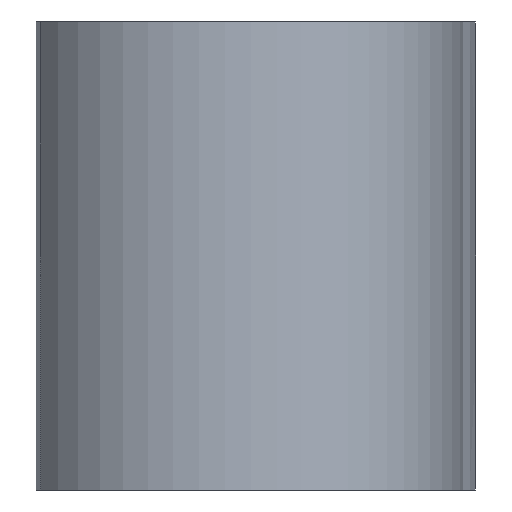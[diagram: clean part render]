
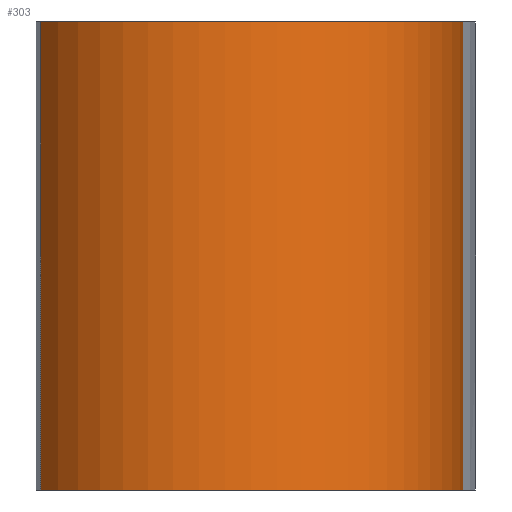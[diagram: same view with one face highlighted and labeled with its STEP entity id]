
A CAD part, left-side view. The second image highlights one B-rep face of the part: STEP entity #303.
In plain terms, the highlighted free-form (B-spline) face has degree [3, 1] with [5, 2] control points.
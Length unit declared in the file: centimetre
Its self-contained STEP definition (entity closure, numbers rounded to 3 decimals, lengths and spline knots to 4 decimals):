
#1 = CARTESIAN_POINT ( 'NONE',  ( -0.5191, -1.2079, 0. ) ) ;
#11 = VERTEX_POINT ( 'NONE', #450 ) ;
#28 = ORIENTED_EDGE ( 'NONE', *, *, #441, .T. ) ;
#34 = CARTESIAN_POINT ( 'NONE',  ( -0.5191, -1.2079, 2.8 ) ) ;
#36 = CARTESIAN_POINT ( 'NONE',  ( -0.5191, -1.2079, 0. ) ) ;
#46 = B_SPLINE_CURVE_WITH_KNOTS ( 'NONE', 3,
 ( #281, #321, #75, #420, #1 ),
 .UNSPECIFIED., .F., .F.,
 ( 4, 1, 4 ),
 ( 0., 0.531, 1. ),
 .UNSPECIFIED. ) ;
#75 = CARTESIAN_POINT ( 'NONE',  ( -2.9955, -1.3297, 0. ) ) ;
#83 = EDGE_LOOP ( 'NONE', ( #28, #117, #356, #401 ) ) ;
#103 = CARTESIAN_POINT ( 'NONE',  ( -2.5426, 1.2885, 2.8 ) ) ;
#117 = ORIENTED_EDGE ( 'NONE', *, *, #361, .F. ) ;
#123 = B_SPLINE_SURFACE_WITH_KNOTS ( 'NONE', 3, 1, ( 
 ( #460, #171 ),
 ( #249, #251 ),
 ( #311, #282 ),
 ( #215, #350 ),
 ( #458, #36 ) ),
 .UNSPECIFIED., .F., .F., .F.,
 ( 4, 1, 4 ),
 ( 2, 2 ),
 ( 0., 0.531, 1. ),
 ( 0., 1. ),
 .UNSPECIFIED. ) ;
#136 = CARTESIAN_POINT ( 'NONE',  ( -0.5191, -1.2079, 2.8 ) ) ;
#171 = CARTESIAN_POINT ( 'NONE',  ( -2.5426, 1.2885, 0. ) ) ;
#172 = DIRECTION ( 'NONE',  ( 0., 0., -1. ) ) ;
#180 = VECTOR ( 'NONE', #347, 100. ) ;
#214 = CARTESIAN_POINT ( 'NONE',  ( -2.9955, -1.3297, 2.8 ) ) ;
#215 = CARTESIAN_POINT ( 'NONE',  ( -1.1384, -1.2651, 2.8 ) ) ;
#222 = CARTESIAN_POINT ( 'NONE',  ( -1.1384, -1.2651, 2.8 ) ) ;
#224 = VERTEX_POINT ( 'NONE', #246 ) ;
#246 = CARTESIAN_POINT ( 'NONE',  ( -0.5191, -1.2079, 0. ) ) ;
#249 = CARTESIAN_POINT ( 'NONE',  ( -3.2383, 0.7704, 2.8 ) ) ;
#251 = CARTESIAN_POINT ( 'NONE',  ( -3.2383, 0.7704, 0. ) ) ;
#254 = EDGE_CURVE ( 'NONE', #258, #11, #378, .T. ) ;
#258 = VERTEX_POINT ( 'NONE', #312 ) ;
#278 = FACE_OUTER_BOUND ( 'NONE', #83, .T. ) ;
#281 = CARTESIAN_POINT ( 'NONE',  ( -2.5426, 1.2885, 0. ) ) ;
#282 = CARTESIAN_POINT ( 'NONE',  ( -2.9955, -1.3297, 0. ) ) ;
#303 = ADVANCED_FACE ( 'NONE', ( #278 ), #123, .F. ) ;
#311 = CARTESIAN_POINT ( 'NONE',  ( -2.9955, -1.3297, 2.8 ) ) ;
#312 = CARTESIAN_POINT ( 'NONE',  ( -2.5426, 1.2885, 2.8 ) ) ;
#314 = LINE ( 'NONE', #459, #180 ) ;
#318 = CARTESIAN_POINT ( 'NONE',  ( -3.2383, 0.7704, 2.8 ) ) ;
#321 = CARTESIAN_POINT ( 'NONE',  ( -3.2383, 0.7704, 0. ) ) ;
#347 = DIRECTION ( 'NONE',  ( 0., 0., -1. ) ) ;
#350 = CARTESIAN_POINT ( 'NONE',  ( -1.1384, -1.2651, 0. ) ) ;
#356 = ORIENTED_EDGE ( 'NONE', *, *, #446, .F. ) ;
#361 = EDGE_CURVE ( 'NONE', #391, #224, #314, .T. ) ;
#367 = VECTOR ( 'NONE', #172, 100. ) ;
#378 = LINE ( 'NONE', #382, #367 ) ;
#382 = CARTESIAN_POINT ( 'NONE',  ( -2.5426, 1.2885, 2.8 ) ) ;
#391 = VERTEX_POINT ( 'NONE', #136 ) ;
#401 = ORIENTED_EDGE ( 'NONE', *, *, #254, .T. ) ;
#420 = CARTESIAN_POINT ( 'NONE',  ( -1.1384, -1.2651, 0. ) ) ;
#440 = B_SPLINE_CURVE_WITH_KNOTS ( 'NONE', 3,
 ( #103, #318, #214, #222, #34 ),
 .UNSPECIFIED., .F., .F.,
 ( 4, 1, 4 ),
 ( 0., 0.531, 1. ),
 .UNSPECIFIED. ) ;
#441 = EDGE_CURVE ( 'NONE', #11, #224, #46, .T. ) ;
#446 = EDGE_CURVE ( 'NONE', #258, #391, #440, .T. ) ;
#450 = CARTESIAN_POINT ( 'NONE',  ( -2.5426, 1.2885, 0. ) ) ;
#458 = CARTESIAN_POINT ( 'NONE',  ( -0.5191, -1.2079, 2.8 ) ) ;
#459 = CARTESIAN_POINT ( 'NONE',  ( -0.5191, -1.2079, 2.8 ) ) ;
#460 = CARTESIAN_POINT ( 'NONE',  ( -2.5426, 1.2885, 2.8 ) ) ;
